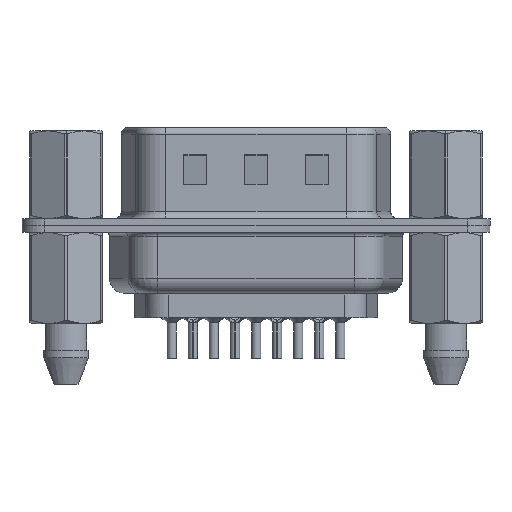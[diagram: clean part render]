
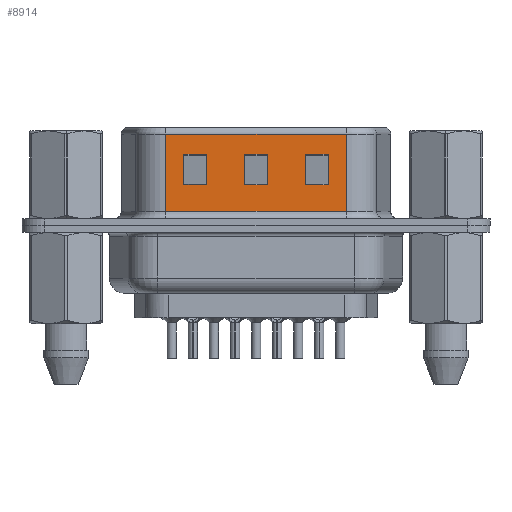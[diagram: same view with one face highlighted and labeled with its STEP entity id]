
A CAD part, front view. The second image highlights one B-rep face of the part: STEP entity #8914.
In plain terms, the highlighted planar face has unit normal (0, -1, 0).
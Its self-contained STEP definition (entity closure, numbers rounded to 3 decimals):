
#190 = PLANE ( 'NONE',  #9680 ) ;
#246 = DIRECTION ( 'NONE',  ( 1., 0., 0. ) ) ;
#266 = ORIENTED_EDGE ( 'NONE', *, *, #7259, .T. ) ;
#1297 = EDGE_LOOP ( 'NONE', ( #15179, #20751, #3775, #11202 ) ) ;
#1849 = VERTEX_POINT ( 'NONE', #6922 ) ;
#2014 = CARTESIAN_POINT ( 'NONE',  ( 17.245, -4.58, 6.52 ) ) ;
#2105 = DIRECTION ( 'NONE',  ( 0., 0., 1. ) ) ;
#2198 = ORIENTED_EDGE ( 'NONE', *, *, #18271, .T. ) ;
#2533 = CARTESIAN_POINT ( 'NONE',  ( 13.245, -4.58, 6.52 ) ) ;
#2677 = LINE ( 'NONE', #21023, #21052 ) ;
#2707 = DIRECTION ( 'NONE',  ( 0., 0., -1. ) ) ;
#2752 = LINE ( 'NONE', #10496, #12240 ) ;
#2959 = VERTEX_POINT ( 'NONE', #22963 ) ;
#3081 = LINE ( 'NONE', #11611, #22647 ) ;
#3679 = CARTESIAN_POINT ( 'NONE',  ( 13.245, -4.58, 4.705 ) ) ;
#3738 = ORIENTED_EDGE ( 'NONE', *, *, #20017, .T. ) ;
#3775 = ORIENTED_EDGE ( 'NONE', *, *, #24147, .T. ) ;
#3786 = LINE ( 'NONE', #20429, #22191 ) ;
#4084 = CARTESIAN_POINT ( 'NONE',  ( 22.445, -4.58, 4.705 ) ) ;
#4165 = LINE ( 'NONE', #6792, #13060 ) ;
#4429 = FACE_BOUND ( 'NONE', #19801, .T. ) ;
#4655 = CARTESIAN_POINT ( 'NONE',  ( 6.545, -4.58, 6.02 ) ) ;
#4675 = VECTOR ( 'NONE', #246, 1000. ) ;
#4685 = CARTESIAN_POINT ( 'NONE',  ( 17.245, -4.58, 2.705 ) ) ;
#4897 = VECTOR ( 'NONE', #16708, 1000. ) ;
#5036 = VERTEX_POINT ( 'NONE', #18066 ) ;
#5071 = CARTESIAN_POINT ( 'NONE',  ( 15.745, -4.58, 2.705 ) ) ;
#5088 = EDGE_CURVE ( 'NONE', #14561, #22432, #12641, .T. ) ;
#5392 = EDGE_CURVE ( 'NONE', #20770, #8230, #21841, .T. ) ;
#5402 = VECTOR ( 'NONE', #2707, 1000. ) ;
#5437 = CARTESIAN_POINT ( 'NONE',  ( 18.445, -4.58, 2.705 ) ) ;
#5622 = VECTOR ( 'NONE', #24058, 1000. ) ;
#5959 = DIRECTION ( 'NONE',  ( 1., 0., 0. ) ) ;
#6458 = VERTEX_POINT ( 'NONE', #17563 ) ;
#6782 = EDGE_CURVE ( 'NONE', #9114, #20770, #3081, .T. ) ;
#6792 = CARTESIAN_POINT ( 'NONE',  ( 9.245, -4.58, 6.52 ) ) ;
#6922 = CARTESIAN_POINT ( 'NONE',  ( 13.245, -4.58, 2.705 ) ) ;
#6987 = ORIENTED_EDGE ( 'NONE', *, *, #14134, .T. ) ;
#7190 = DIRECTION ( 'NONE',  ( 0., 0., 1. ) ) ;
#7198 = CARTESIAN_POINT ( 'NONE',  ( 15.745, -4.58, 4.705 ) ) ;
#7233 = CARTESIAN_POINT ( 'NONE',  ( 6.545, -4.58, 0.95 ) ) ;
#7259 = EDGE_CURVE ( 'NONE', #21946, #1849, #19981, .T. ) ;
#7333 = DIRECTION ( 'NONE',  ( -1., 0., 0. ) ) ;
#7352 = VECTOR ( 'NONE', #24110, 1000. ) ;
#7713 = EDGE_CURVE ( 'NONE', #8230, #2959, #2752, .T. ) ;
#8098 = ORIENTED_EDGE ( 'NONE', *, *, #17027, .F. ) ;
#8230 = VERTEX_POINT ( 'NONE', #7233 ) ;
#8380 = EDGE_CURVE ( 'NONE', #6458, #21706, #2677, .T. ) ;
#8667 = DIRECTION ( 'NONE',  ( 0., 0., -1. ) ) ;
#8866 = EDGE_CURVE ( 'NONE', #21925, #14561, #24595, .T. ) ;
#8914 = ADVANCED_FACE ( 'NONE', ( #18965, #4429, #24012, #13943 ), #190, .F. ) ;
#9114 = VERTEX_POINT ( 'NONE', #12384 ) ;
#9680 = AXIS2_PLACEMENT_3D ( 'NONE', #11469, #13468, #2105 ) ;
#10354 = LINE ( 'NONE', #18597, #20458 ) ;
#10496 = CARTESIAN_POINT ( 'NONE',  ( 18.445, -4.58, 0.95 ) ) ;
#10570 = CARTESIAN_POINT ( 'NONE',  ( 11.745, -4.58, 4.705 ) ) ;
#10655 = VERTEX_POINT ( 'NONE', #20691 ) ;
#10777 = CARTESIAN_POINT ( 'NONE',  ( 7.745, -4.58, 6.52 ) ) ;
#11051 = DIRECTION ( 'NONE',  ( 0., 0., -1. ) ) ;
#11202 = ORIENTED_EDGE ( 'NONE', *, *, #15255, .T. ) ;
#11469 = CARTESIAN_POINT ( 'NONE',  ( 18.445, -4.58, 6.52 ) ) ;
#11497 = DIRECTION ( 'NONE',  ( -1., 0., 0. ) ) ;
#11611 = CARTESIAN_POINT ( 'NONE',  ( 18.445, -4.58, 6.02 ) ) ;
#12240 = VECTOR ( 'NONE', #16262, 1000. ) ;
#12337 = VERTEX_POINT ( 'NONE', #10570 ) ;
#12384 = CARTESIAN_POINT ( 'NONE',  ( 18.445, -4.58, 6.02 ) ) ;
#12641 = LINE ( 'NONE', #21549, #22141 ) ;
#12774 = VECTOR ( 'NONE', #7333, 1000. ) ;
#12897 = DIRECTION ( 'NONE',  ( -1., 0., 0. ) ) ;
#13060 = VECTOR ( 'NONE', #8667, 1000. ) ;
#13062 = CARTESIAN_POINT ( 'NONE',  ( 17.245, -4.58, 4.705 ) ) ;
#13168 = EDGE_CURVE ( 'NONE', #17018, #21925, #14575, .T. ) ;
#13468 = DIRECTION ( 'NONE',  ( 0., 1., 0. ) ) ;
#13515 = EDGE_CURVE ( 'NONE', #19145, #6458, #4165, .T. ) ;
#13943 = FACE_OUTER_BOUND ( 'NONE', #17253, .T. ) ;
#13982 = VECTOR ( 'NONE', #5959, 1000. ) ;
#14134 = EDGE_CURVE ( 'NONE', #10655, #12337, #22540, .T. ) ;
#14561 = VERTEX_POINT ( 'NONE', #4685 ) ;
#14575 = LINE ( 'NONE', #4084, #13982 ) ;
#14791 = LINE ( 'NONE', #22960, #4675 ) ;
#14815 = CARTESIAN_POINT ( 'NONE',  ( 18.445, -4.58, 4.705 ) ) ;
#15113 = VECTOR ( 'NONE', #22841, 1000. ) ;
#15179 = ORIENTED_EDGE ( 'NONE', *, *, #13515, .T. ) ;
#15255 = EDGE_CURVE ( 'NONE', #5036, #19145, #14791, .T. ) ;
#15679 = ORIENTED_EDGE ( 'NONE', *, *, #13168, .T. ) ;
#16020 = ORIENTED_EDGE ( 'NONE', *, *, #5088, .T. ) ;
#16262 = DIRECTION ( 'NONE',  ( 1., 0., 0. ) ) ;
#16671 = ORIENTED_EDGE ( 'NONE', *, *, #6782, .T. ) ;
#16708 = DIRECTION ( 'NONE',  ( 1., 0., 0. ) ) ;
#16824 = ORIENTED_EDGE ( 'NONE', *, *, #7713, .T. ) ;
#17018 = VERTEX_POINT ( 'NONE', #7198 ) ;
#17027 = EDGE_CURVE ( 'NONE', #9114, #2959, #10354, .T. ) ;
#17253 = EDGE_LOOP ( 'NONE', ( #8098, #16671, #18127, #16824 ) ) ;
#17262 = EDGE_LOOP ( 'NONE', ( #3738, #266, #20188, #6987 ) ) ;
#17563 = CARTESIAN_POINT ( 'NONE',  ( 9.245, -4.58, 2.705 ) ) ;
#17825 = LINE ( 'NONE', #5437, #12774 ) ;
#18066 = CARTESIAN_POINT ( 'NONE',  ( 7.745, -4.58, 4.705 ) ) ;
#18127 = ORIENTED_EDGE ( 'NONE', *, *, #5392, .T. ) ;
#18271 = EDGE_CURVE ( 'NONE', #22432, #17018, #3786, .T. ) ;
#18597 = CARTESIAN_POINT ( 'NONE',  ( 18.445, -4.58, 6.52 ) ) ;
#18700 = CARTESIAN_POINT ( 'NONE',  ( 6.545, -4.58, 6.52 ) ) ;
#18965 = FACE_BOUND ( 'NONE', #1297, .T. ) ;
#19145 = VERTEX_POINT ( 'NONE', #21552 ) ;
#19605 = ORIENTED_EDGE ( 'NONE', *, *, #8866, .T. ) ;
#19801 = EDGE_LOOP ( 'NONE', ( #19605, #16020, #2198, #15679 ) ) ;
#19963 = CARTESIAN_POINT ( 'NONE',  ( 7.745, -4.58, 2.705 ) ) ;
#19981 = LINE ( 'NONE', #2533, #5402 ) ;
#20017 = EDGE_CURVE ( 'NONE', #12337, #21946, #20044, .T. ) ;
#20044 = LINE ( 'NONE', #14815, #4897 ) ;
#20188 = ORIENTED_EDGE ( 'NONE', *, *, #24291, .T. ) ;
#20429 = CARTESIAN_POINT ( 'NONE',  ( 15.745, -4.58, 6.52 ) ) ;
#20458 = VECTOR ( 'NONE', #11051, 1000. ) ;
#20691 = CARTESIAN_POINT ( 'NONE',  ( 11.745, -4.58, 2.705 ) ) ;
#20751 = ORIENTED_EDGE ( 'NONE', *, *, #8380, .T. ) ;
#20770 = VERTEX_POINT ( 'NONE', #4655 ) ;
#21023 = CARTESIAN_POINT ( 'NONE',  ( 14.445, -4.58, 2.705 ) ) ;
#21052 = VECTOR ( 'NONE', #22932, 1000. ) ;
#21211 = VECTOR ( 'NONE', #22433, 1000. ) ;
#21390 = LINE ( 'NONE', #10777, #5622 ) ;
#21549 = CARTESIAN_POINT ( 'NONE',  ( 22.445, -4.58, 2.705 ) ) ;
#21552 = CARTESIAN_POINT ( 'NONE',  ( 9.245, -4.58, 4.705 ) ) ;
#21706 = VERTEX_POINT ( 'NONE', #19963 ) ;
#21841 = LINE ( 'NONE', #18700, #21211 ) ;
#21925 = VERTEX_POINT ( 'NONE', #13062 ) ;
#21946 = VERTEX_POINT ( 'NONE', #3679 ) ;
#22141 = VECTOR ( 'NONE', #12897, 1000. ) ;
#22191 = VECTOR ( 'NONE', #7190, 1000. ) ;
#22216 = CARTESIAN_POINT ( 'NONE',  ( 11.745, -4.58, 6.52 ) ) ;
#22432 = VERTEX_POINT ( 'NONE', #5071 ) ;
#22433 = DIRECTION ( 'NONE',  ( 0., 0., -1. ) ) ;
#22540 = LINE ( 'NONE', #22216, #7352 ) ;
#22647 = VECTOR ( 'NONE', #11497, 1000. ) ;
#22841 = DIRECTION ( 'NONE',  ( 0., 0., -1. ) ) ;
#22932 = DIRECTION ( 'NONE',  ( -1., 0., 0. ) ) ;
#22960 = CARTESIAN_POINT ( 'NONE',  ( 14.445, -4.58, 4.705 ) ) ;
#22963 = CARTESIAN_POINT ( 'NONE',  ( 18.445, -4.58, 0.95 ) ) ;
#24012 = FACE_BOUND ( 'NONE', #17262, .T. ) ;
#24058 = DIRECTION ( 'NONE',  ( 0., 0., 1. ) ) ;
#24110 = DIRECTION ( 'NONE',  ( 0., 0., 1. ) ) ;
#24147 = EDGE_CURVE ( 'NONE', #21706, #5036, #21390, .T. ) ;
#24291 = EDGE_CURVE ( 'NONE', #1849, #10655, #17825, .T. ) ;
#24595 = LINE ( 'NONE', #2014, #15113 ) ;
